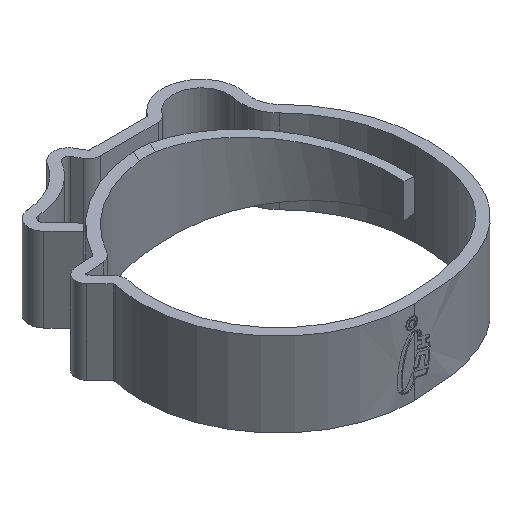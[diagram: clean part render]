
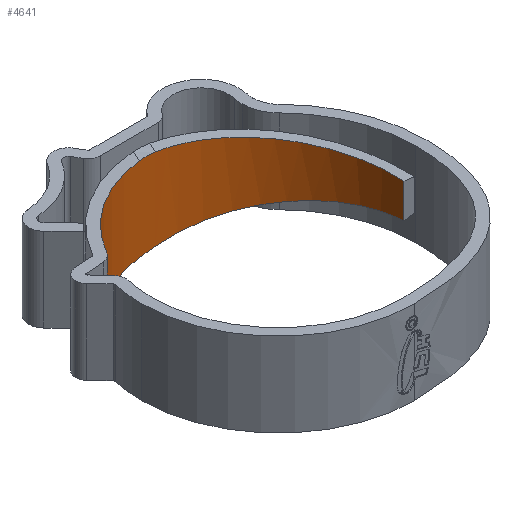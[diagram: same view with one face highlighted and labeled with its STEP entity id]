
A CAD part, isometric view. The second image highlights one B-rep face of the part: STEP entity #4641.
In plain terms, the highlighted cylindrical face has radius 12 mm (diameter 24 mm), a partial arc.
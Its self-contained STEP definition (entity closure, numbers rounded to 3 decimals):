
#251 = CARTESIAN_POINT ( 'NONE',  ( 12., 0., 1.633 ) ) ;
#306 = VERTEX_POINT ( 'NONE', #251 ) ;
#438 = DIRECTION ( 'NONE',  ( 1., 0., 0. ) ) ;
#482 = CARTESIAN_POINT ( 'NONE',  ( -0.244, 12.009, 3.968 ) ) ;
#518 = CARTESIAN_POINT ( 'NONE',  ( 0., 0., 4. ) ) ;
#606 = AXIS2_PLACEMENT_3D ( 'NONE', #518, #4190, #438 ) ;
#609 = CARTESIAN_POINT ( 'NONE',  ( 12., 6.895, -2.041 ) ) ;
#627 = ORIENTED_EDGE ( 'NONE', *, *, #3320, .T. ) ;
#679 = CARTESIAN_POINT ( 'NONE',  ( 12., 0., 4. ) ) ;
#843 = ORIENTED_EDGE ( 'NONE', *, *, #4248, .T. ) ;
#1027 = CYLINDRICAL_SURFACE ( 'NONE', #6346, 12. ) ;
#1164 = CARTESIAN_POINT ( 'NONE',  ( 0.29, 11.996, -3.896 ) ) ;
#1220 = CARTESIAN_POINT ( 'NONE',  ( 12., 6.895, 2.041 ) ) ;
#1477 = VERTEX_POINT ( 'NONE', #6569 ) ;
#1480 = CARTESIAN_POINT ( 'NONE',  ( 0., 0., -4. ) ) ;
#1624 = CARTESIAN_POINT ( 'NONE',  ( 0.29, 11.996, -3.896 ) ) ;
#1705 = CARTESIAN_POINT ( 'NONE',  ( -10.449, 5.901, -4. ) ) ;
#1821 = VECTOR ( 'NONE', #2093, 1000. ) ;
#1840 = CARTESIAN_POINT ( 'NONE',  ( 12., 0., 1.633 ) ) ;
#1911 = B_SPLINE_CURVE_WITH_KNOTS ( 'NONE', 3,
 ( #2384, #482, #6233, #3692 ),
 .UNSPECIFIED., .F., .F.,
 ( 4, 4 ),
 ( 0., 0.002 ),
 .UNSPECIFIED. ) ;
#1962 = LINE ( 'NONE', #7729, #7432 ) ;
#2073 = VERTEX_POINT ( 'NONE', #4071 ) ;
#2093 = DIRECTION ( 'NONE',  ( 0., 0., -1. ) ) ;
#2384 = CARTESIAN_POINT ( 'NONE',  ( 0.29, 11.996, 3.896 ) ) ;
#2500 = ORIENTED_EDGE ( 'NONE', *, *, #2557, .T. ) ;
#2557 = EDGE_CURVE ( 'NONE', #7297, #2073, #5532, .T. ) ;
#2713 = LINE ( 'NONE', #679, #1821 ) ;
#2757 = DIRECTION ( 'NONE',  ( 0., 0., -1. ) ) ;
#2819 = DIRECTION ( 'NONE',  ( 0., 0., -1. ) ) ;
#2859 = CARTESIAN_POINT ( 'NONE',  ( -0.244, 12.009, -3.968 ) ) ;
#2877 = EDGE_LOOP ( 'NONE', ( #4027, #627, #843, #7122, #4590, #8200, #2500, #6412 ) ) ;
#2886 = FACE_OUTER_BOUND ( 'NONE', #2877, .T. ) ;
#3065 = CARTESIAN_POINT ( 'NONE',  ( 7.184, 11.83, -2.972 ) ) ;
#3180 = CARTESIAN_POINT ( 'NONE',  ( 12., 0., -1.633 ) ) ;
#3215 = DIRECTION ( 'NONE',  ( 0., 0., 1. ) ) ;
#3320 = EDGE_CURVE ( 'NONE', #6955, #1477, #4870, .T. ) ;
#3334 = VERTEX_POINT ( 'NONE', #1705 ) ;
#3490 = CARTESIAN_POINT ( 'NONE',  ( -1.315, 11.928, -4. ) ) ;
#3502 = CARTESIAN_POINT ( 'NONE',  ( -0.779, 11.987, -4. ) ) ;
#3544 =( BOUNDED_CURVE ( )  B_SPLINE_CURVE ( 3, ( #1840, #1220, #5678, #5716 ),
 .UNSPECIFIED., .F., .T. ) 
 B_SPLINE_CURVE_WITH_KNOTS ( ( 4, 4 ),
 ( 0.42, 1.967 ),
 .UNSPECIFIED. ) 
 CURVE ( )  GEOMETRIC_REPRESENTATION_ITEM ( )  RATIONAL_B_SPLINE_CURVE ( ( 1., 0.81, 0.81, 1. ) ) 
 REPRESENTATION_ITEM ( '' )  );
#3692 = CARTESIAN_POINT ( 'NONE',  ( -1.315, 11.928, 4. ) ) ;
#3895 = DIRECTION ( 'NONE',  ( 1., 0., 0. ) ) ;
#4027 = ORIENTED_EDGE ( 'NONE', *, *, #5813, .F. ) ;
#4071 = CARTESIAN_POINT ( 'NONE',  ( -10.449, 5.901, 4. ) ) ;
#4130 = CARTESIAN_POINT ( 'NONE',  ( -1.315, 11.928, -4. ) ) ;
#4190 = DIRECTION ( 'NONE',  ( 0., 0., 1. ) ) ;
#4223 = CARTESIAN_POINT ( 'NONE',  ( 0.29, 11.996, 3.896 ) ) ;
#4248 = EDGE_CURVE ( 'NONE', #1477, #4583, #6417, .T. ) ;
#4583 = VERTEX_POINT ( 'NONE', #6981 ) ;
#4590 = ORIENTED_EDGE ( 'NONE', *, *, #7045, .T. ) ;
#4641 = ADVANCED_FACE ( 'NONE', ( #2886 ), #1027, .F. ) ;
#4803 = EDGE_CURVE ( 'NONE', #2073, #3334, #1962, .T. ) ;
#4870 = B_SPLINE_CURVE_WITH_KNOTS ( 'NONE', 3,
 ( #4130, #3502, #2859, #1624 ),
 .UNSPECIFIED., .F., .F.,
 ( 4, 4 ),
 ( 0., 0.002 ),
 .UNSPECIFIED. ) ;
#5435 = CARTESIAN_POINT ( 'NONE',  ( 0., 0., 4. ) ) ;
#5532 = CIRCLE ( 'NONE', #606, 12. ) ;
#5558 = AXIS2_PLACEMENT_3D ( 'NONE', #1480, #3215, #3895 ) ;
#5678 = CARTESIAN_POINT ( 'NONE',  ( 7.184, 11.83, 2.972 ) ) ;
#5716 = CARTESIAN_POINT ( 'NONE',  ( 0.29, 11.996, 3.896 ) ) ;
#5782 = EDGE_CURVE ( 'NONE', #306, #4583, #2713, .T. ) ;
#5813 = EDGE_CURVE ( 'NONE', #6955, #3334, #6359, .T. ) ;
#6147 = VERTEX_POINT ( 'NONE', #4223 ) ;
#6233 = CARTESIAN_POINT ( 'NONE',  ( -0.779, 11.987, 4. ) ) ;
#6346 = AXIS2_PLACEMENT_3D ( 'NONE', #5435, #2757, #8007 ) ;
#6359 = CIRCLE ( 'NONE', #5558, 12. ) ;
#6412 = ORIENTED_EDGE ( 'NONE', *, *, #4803, .T. ) ;
#6417 =( BOUNDED_CURVE ( )  B_SPLINE_CURVE ( 3, ( #1164, #3065, #609, #3180 ),
 .UNSPECIFIED., .F., .T. ) 
 B_SPLINE_CURVE_WITH_KNOTS ( ( 4, 4 ),
 ( 1.175, 2.722 ),
 .UNSPECIFIED. ) 
 CURVE ( )  GEOMETRIC_REPRESENTATION_ITEM ( )  RATIONAL_B_SPLINE_CURVE ( ( 1., 0.81, 0.81, 1. ) ) 
 REPRESENTATION_ITEM ( '' )  );
#6569 = CARTESIAN_POINT ( 'NONE',  ( 0.29, 11.996, -3.896 ) ) ;
#6723 = CARTESIAN_POINT ( 'NONE',  ( -1.315, 11.928, 4. ) ) ;
#6955 = VERTEX_POINT ( 'NONE', #3490 ) ;
#6981 = CARTESIAN_POINT ( 'NONE',  ( 12., 0., -1.633 ) ) ;
#6986 = EDGE_CURVE ( 'NONE', #6147, #7297, #1911, .T. ) ;
#7045 = EDGE_CURVE ( 'NONE', #306, #6147, #3544, .T. ) ;
#7122 = ORIENTED_EDGE ( 'NONE', *, *, #5782, .F. ) ;
#7297 = VERTEX_POINT ( 'NONE', #6723 ) ;
#7432 = VECTOR ( 'NONE', #2819, 1000. ) ;
#7729 = CARTESIAN_POINT ( 'NONE',  ( -10.449, 5.901, 4. ) ) ;
#8007 = DIRECTION ( 'NONE',  ( -1., 0., 0. ) ) ;
#8200 = ORIENTED_EDGE ( 'NONE', *, *, #6986, .T. ) ;
